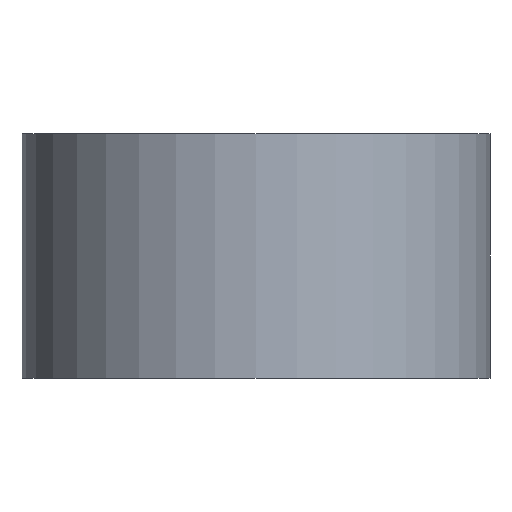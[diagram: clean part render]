
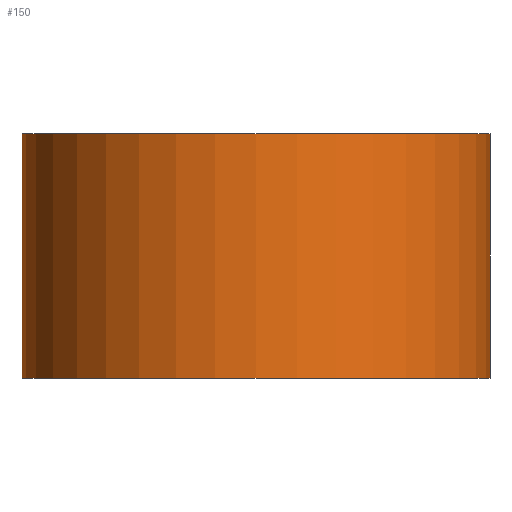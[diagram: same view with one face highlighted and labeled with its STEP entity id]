
A CAD part, front view. The second image highlights one B-rep face of the part: STEP entity #150.
In plain terms, the highlighted cylindrical face has radius 140 mm (diameter 280 mm), a full revolution.
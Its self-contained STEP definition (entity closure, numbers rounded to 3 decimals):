
#22=FACE_OUTER_BOUND($,#62,.T.);
#29=CYLINDRICAL_SURFACE($,#174,140.);
#41=FACE_BOUND($,#63,.T.);
#62=EDGE_LOOP($,(#127));
#63=EDGE_LOOP($,(#128));
#81=CIRCLE($,#173,140.);
#82=CIRCLE($,#175,140.);
#94=VERTEX_POINT($,#261);
#95=VERTEX_POINT($,#264);
#107=EDGE_CURVE($,#94,#94,#81,.T.);
#108=EDGE_CURVE($,#95,#95,#82,.T.);
#127=ORIENTED_EDGE($,*,*,#107,.T.);
#128=ORIENTED_EDGE($,*,*,#108,.F.);
#150=ADVANCED_FACE($,(#22,#41),#29,.T.);
#173=AXIS2_PLACEMENT_3D($,#262,#215,#216);
#174=AXIS2_PLACEMENT_3D($,#263,#217,#218);
#175=AXIS2_PLACEMENT_3D($,#265,#219,#220);
#215=DIRECTION('center_axis',(0.,0.,1.));
#216=DIRECTION('ref_axis',(1.,0.,0.));
#217=DIRECTION('center_axis',(0.,0.,1.));
#218=DIRECTION('ref_axis',(0.,-1.,0.));
#219=DIRECTION('center_axis',(0.,0.,1.));
#220=DIRECTION('ref_axis',(1.,0.,0.));
#261=CARTESIAN_POINT('',(0.,-140.,-77.484));
#262=CARTESIAN_POINT('Origin',(0.,0.,-77.484));
#263=CARTESIAN_POINT('Origin',(0.,0.,-4.484));
#264=CARTESIAN_POINT('',(0.,-140.,68.516));
#265=CARTESIAN_POINT('Origin',(0.,0.,68.516));
